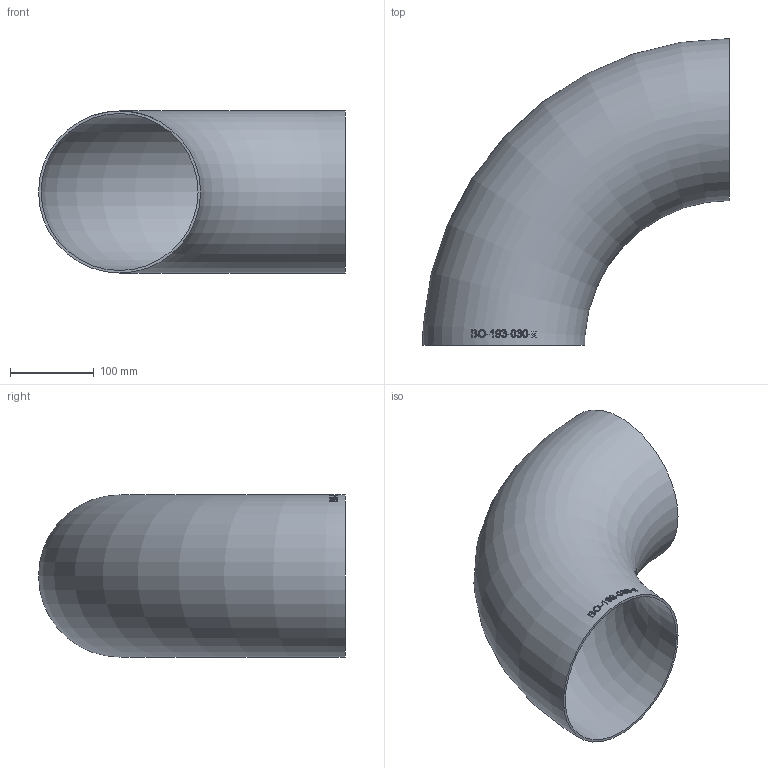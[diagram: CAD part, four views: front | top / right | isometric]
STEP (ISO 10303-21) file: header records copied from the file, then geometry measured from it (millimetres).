
FILE_DESCRIPTION (( 'STEP AP214' ), '1' );
FILE_NAME ('BO-193-030-x Bogen 1910.STEP', '2019-10-30T11:03:45', ( '' ), ( '' ), 'SwSTEP 2.0', 'SolidWorks 2016', '' );
FILE_SCHEMA (( 'AUTOMOTIVE_DESIGN' ));
Length unit declared in the file: millimetre
Products named in the file (1): BO-193-030-x Bogen 1910
Bounding box: 366.85 x 366.85 x 193.7 mm (x, y, z)
Volume: 762243 mm3; surface area: 511811.5 mm2
Topology: 1 solids, 1 shells, 144 faces, 376 edges, 251 vertices
Faces by surface type: bspline 73, plane 49, torus 22
Entity records: 8076 total; most frequent: CARTESIAN_POINT 3812, ORIENTED_EDGE 728, EDGE_CURVE 364, DIRECTION 268, VERTEX_POINT 244, B_SPLINE_CURVE_WITH_KNOTS 240, EDGE_LOOP 164, FACE_OUTER_BOUND 144
